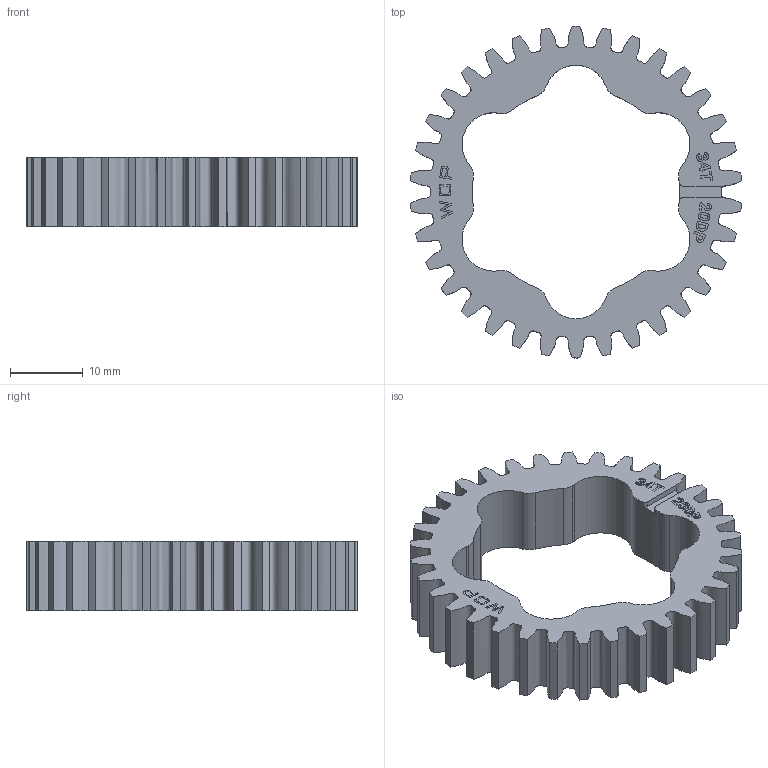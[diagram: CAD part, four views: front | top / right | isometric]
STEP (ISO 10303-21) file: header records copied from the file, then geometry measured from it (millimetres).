
FILE_DESCRIPTION (( 'STEP AP214' ), '1' );
FILE_NAME ('WCP-1191 Rev1.step', '2024-01-05T00:49:38', ( '' ), ( '' ), 'SwSTEP 2.0', 'SolidWorks 2022', '' );
FILE_SCHEMA (( 'AUTOMOTIVE_DESIGN' ));
Length unit declared in the file: inch
Products named in the file (1): WCP-1191 Rev1
Bounding box: 45.61 x 45.72 x 9.53 mm (x, y, z)
Volume: 6908.5 mm3; surface area: 5035.9 mm2
Topology: 1 solids, 1 shells, 250 faces, 702 edges, 468 vertices
Faces by surface type: plane 109, bspline 76, cylinder 65
Entity records: 22344 total; most frequent: CARTESIAN_POINT 16239, ORIENTED_EDGE 1404, DIRECTION 1030, EDGE_CURVE 702, VERTEX_POINT 468, LINE 416, VECTOR 416, AXIS2_PLACEMENT_3D 307
